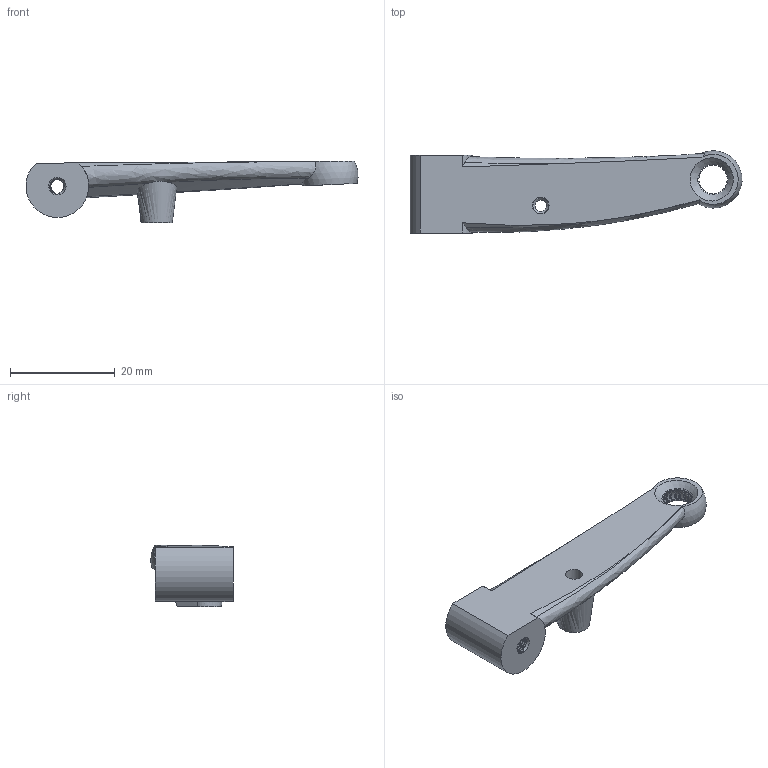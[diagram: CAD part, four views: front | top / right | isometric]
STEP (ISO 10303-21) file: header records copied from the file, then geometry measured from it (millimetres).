
FILE_DESCRIPTION(('FreeCAD Model'),'2;1');
FILE_NAME('Open CASCADE Shape Model','2025-02-02T10:08:47',(''),(''), 'Open CASCADE STEP processor 7.7','FreeCAD','Unknown');
FILE_SCHEMA(('AUTOMOTIVE_DESIGN { 1 0 10303 214 1 1 1 1 }'));
Length unit declared in the file: millimetre
Products named in the file (1): Front_arms_zero_degree_caster
Bounding box: 63.48 x 15.72 x 11.77 mm (x, y, z)
Volume: 4274.4 mm3; surface area: 2791.5 mm2
Topology: 1 solids, 1 shells, 365 faces, 1029 edges, 667 vertices
Faces by surface type: bspline 192, cylinder 73, plane 51, cone 27, revolution 20, sphere 2
Full cylindrical faces by diameter (mm): 2.2 x1, 3.2 x1
Entity records: 34727 total; most frequent: CARTESIAN_POINT 26754, ORIENTED_EDGE 2058, DIRECTION 1077, EDGE_CURVE 1029, VERTEX_POINT 667, B_SPLINE_CURVE_WITH_KNOTS 630, AXIS2_PLACEMENT_3D 484, FACE_BOUND 372
